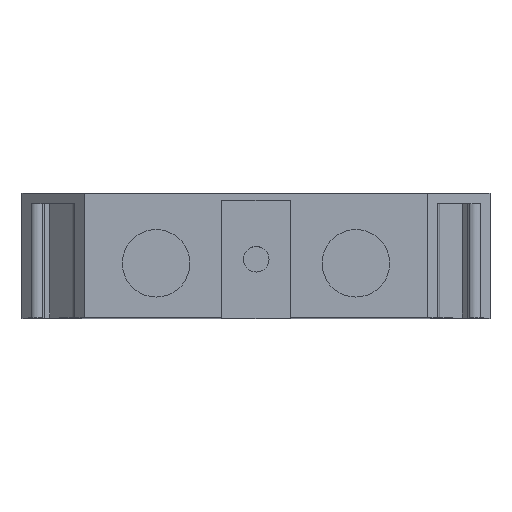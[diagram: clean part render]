
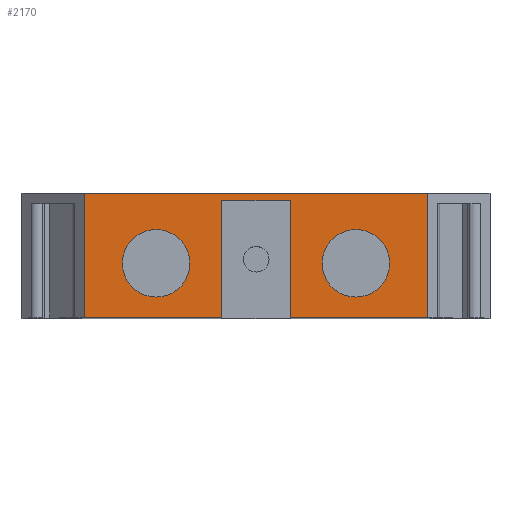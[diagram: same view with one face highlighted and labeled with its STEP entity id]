
A CAD part, top view. The second image highlights one B-rep face of the part: STEP entity #2170.
In plain terms, the highlighted planar face has unit normal (0, 0, 1).
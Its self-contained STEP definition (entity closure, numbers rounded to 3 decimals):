
#64=CIRCLE('',#2205,3.25);
#66=CIRCLE('',#2209,3.25);
#435=ORIENTED_EDGE('',*,*,#568,.T.);
#436=ORIENTED_EDGE('',*,*,#699,.T.);
#437=ORIENTED_EDGE('',*,*,#655,.F.);
#438=ORIENTED_EDGE('',*,*,#673,.F.);
#439=ORIENTED_EDGE('',*,*,#753,.T.);
#440=ORIENTED_EDGE('',*,*,#676,.T.);
#441=ORIENTED_EDGE('',*,*,#651,.F.);
#442=ORIENTED_EDGE('',*,*,#705,.F.);
#443=ORIENTED_EDGE('',*,*,#566,.T.);
#444=ORIENTED_EDGE('',*,*,#564,.T.);
#564=EDGE_CURVE('',#789,#789,#64,.T.);
#566=EDGE_CURVE('',#791,#791,#66,.T.);
#568=EDGE_CURVE('',#794,#793,#939,.T.);
#651=EDGE_CURVE('',#860,#861,#1006,.T.);
#655=EDGE_CURVE('',#864,#865,#1010,.T.);
#673=EDGE_CURVE('',#881,#864,#1025,.T.);
#676=EDGE_CURVE('',#883,#861,#1028,.T.);
#699=EDGE_CURVE('',#793,#865,#1048,.T.);
#705=EDGE_CURVE('',#794,#860,#1054,.T.);
#753=EDGE_CURVE('',#881,#883,#1096,.T.);
#789=VERTEX_POINT('',#2750);
#791=VERTEX_POINT('',#2756);
#793=VERTEX_POINT('',#2760);
#794=VERTEX_POINT('',#2762);
#860=VERTEX_POINT('',#2951);
#861=VERTEX_POINT('',#2953);
#864=VERTEX_POINT('',#2959);
#865=VERTEX_POINT('',#2961);
#881=VERTEX_POINT('',#2995);
#883=VERTEX_POINT('',#3003);
#939=LINE('',#2761,#1120);
#1006=LINE('',#2952,#1187);
#1010=LINE('',#2960,#1191);
#1025=LINE('',#2996,#1206);
#1028=LINE('',#3002,#1209);
#1048=LINE('',#3054,#1229);
#1054=LINE('',#3063,#1235);
#1096=LINE('',#3164,#1277);
#1120=VECTOR('',#2358,1000.);
#1187=VECTOR('',#2479,1000.);
#1191=VECTOR('',#2483,1000.);
#1206=VECTOR('',#2506,1000.);
#1209=VECTOR('',#2513,1000.);
#1229=VECTOR('',#2567,1000.);
#1235=VECTOR('',#2575,1000.);
#1277=VECTOR('',#2671,1000.);
#1359=EDGE_LOOP('',(#435,#436,#437,#438,#439,#440,#441,#442));
#1360=EDGE_LOOP('',(#443));
#1361=EDGE_LOOP('',(#444));
#1450=FACE_BOUND('',#1359,.T.);
#1451=FACE_BOUND('',#1360,.T.);
#1452=FACE_BOUND('',#1361,.T.);
#1517=PLANE('',#2289);
#2170=ADVANCED_FACE('',(#1450,#1451,#1452),#1517,.T.);
#2205=AXIS2_PLACEMENT_3D('',#2749,#2345,#2346);
#2209=AXIS2_PLACEMENT_3D('',#2755,#2353,#2354);
#2289=AXIS2_PLACEMENT_3D('',#3165,#2672,#2673);
#2345=DIRECTION('',(0.,0.,-1.));
#2346=DIRECTION('',(1.,0.,0.));
#2353=DIRECTION('',(0.,0.,-1.));
#2354=DIRECTION('',(1.,0.,0.));
#2358=DIRECTION('',(-1.,0.,0.));
#2479=DIRECTION('',(-1.,0.,0.));
#2483=DIRECTION('',(-1.,0.,0.));
#2506=DIRECTION('',(0.,-1.,0.));
#2513=DIRECTION('',(0.,-1.,0.));
#2567=DIRECTION('',(0.,-1.,0.));
#2575=DIRECTION('',(0.,-1.,0.));
#2671=DIRECTION('',(1.,0.,0.));
#2672=DIRECTION('',(0.,0.,1.));
#2673=DIRECTION('',(1.,0.,0.));
#2749=CARTESIAN_POINT('',(9.6,5.25,27.5));
#2750=CARTESIAN_POINT('',(12.85,5.25,27.5));
#2755=CARTESIAN_POINT('',(-9.6,5.25,27.5));
#2756=CARTESIAN_POINT('',(-6.35,5.25,27.5));
#2760=CARTESIAN_POINT('',(-16.5,12.,27.5));
#2761=CARTESIAN_POINT('',(22.5,12.,27.5));
#2762=CARTESIAN_POINT('',(16.5,12.,27.5));
#2951=CARTESIAN_POINT('',(16.5,0.,27.5));
#2952=CARTESIAN_POINT('',(22.5,0.,27.5));
#2953=CARTESIAN_POINT('',(3.275,0.,27.5));
#2959=CARTESIAN_POINT('',(-3.275,0.,27.5));
#2960=CARTESIAN_POINT('',(22.5,0.,27.5));
#2961=CARTESIAN_POINT('',(-16.5,0.,27.5));
#2995=CARTESIAN_POINT('',(-3.275,11.3,27.5));
#2996=CARTESIAN_POINT('',(-3.275,11.3,27.5));
#3002=CARTESIAN_POINT('',(3.275,11.3,27.5));
#3003=CARTESIAN_POINT('',(3.275,11.3,27.5));
#3054=CARTESIAN_POINT('',(-16.5,72.069,27.5));
#3063=CARTESIAN_POINT('',(16.5,72.069,27.5));
#3164=CARTESIAN_POINT('',(-3.275,11.3,27.5));
#3165=CARTESIAN_POINT('',(22.5,12.,27.5));
